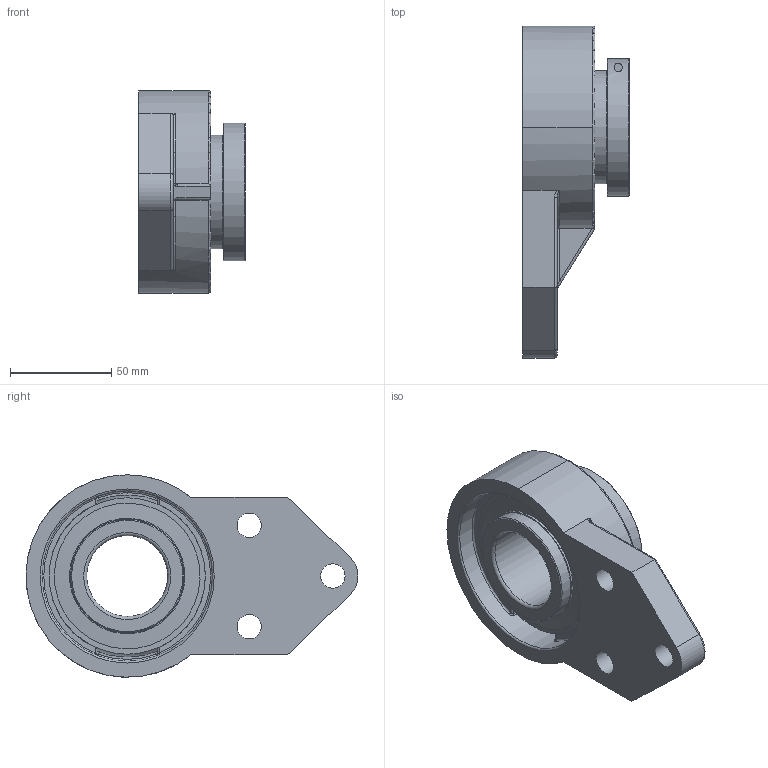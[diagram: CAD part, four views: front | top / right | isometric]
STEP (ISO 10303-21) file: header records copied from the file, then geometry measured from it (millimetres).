
FILE_DESCRIPTION(('HOOPS Exchange Step'),'2;1');
FILE_NAME('export-66B3953B-C4F8-49C5-99A7-911A20A63ED1.stp','2020-05-27T12:49:45-07:00',('dkerr'),('Alibre'),'HOOPS Exchange 2020.0','Alibre','Unknown authorisation');
FILE_SCHEMA( ('AP242_MANAGED_MODEL_BASED_3D_ENGINEERING_MIM_LF {1 0 10303 442 1 1 4 }') );
Length unit declared in the file: inch
Products named in the file (8): MRN SFBM 208 L4L; MRN SUE 208 L4L (40mm) (Race); MRN SUE 208 L4L (Ball); MRN SUE 208 L4L (Lock Ring); MRN SUE 208 L4L (Shield); MRN SUE 208 L4L (Bolt); MRN SUE 208 L4L (40mm); MRN SUESFBM 208 L4L (40mm)
Assembly tree (8 placements, depth 3):
  MRN SUESFBM 208 L4L (40mm)
    MRN SFBM 208 L4L
    MRN SUE 208 L4L (40mm)
      MRN SUE 208 L4L (40mm) (Race)
      MRN SUE 208 L4L (Ball)
      MRN SUE 208 L4L (Lock Ring)
      MRN SUE 208 L4L (Shield)  x2
      MRN SUE 208 L4L (Bolt)
Bounding box: 52.7 x 164 x 99.99 mm (x, y, z)
Volume: 260864.7 mm3; surface area: 88416.7 mm2
Topology: 16 solids, 16 shells, 209 faces, 586 edges, 388 vertices
Faces by surface type: plane 67, cylinder 66, cone 28, torus 22, sphere 16, bspline 10
Full cylindrical faces by diameter (mm): 4.134 x1, 4.137 x1, 5.8 x1, 8.5 x1, 12 x3, 40 x1, 56 x4, 57.016 x2, 68 x2, 72 x2, 80.195 x1, 84.195 x1, 88.22 x1
Entity records: 11374 total; most frequent: CARTESIAN_POINT 6050, DIRECTION 1091, ORIENTED_EDGE 1080, EDGE_CURVE 540, AXIS2_PLACEMENT_3D 454, VERTEX_POINT 374, CIRCLE 228, EDGE_LOOP 226
